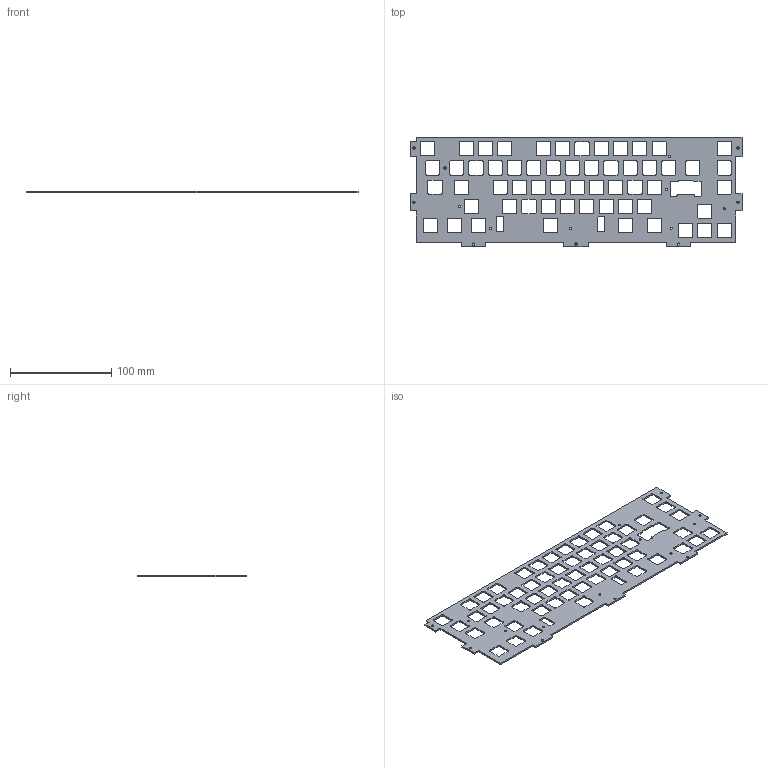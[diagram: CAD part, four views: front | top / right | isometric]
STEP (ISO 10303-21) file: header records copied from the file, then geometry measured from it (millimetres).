
FILE_DESCRIPTION(('KiCad electronic assembly'),'2;1');
FILE_NAME('keybored_plate.step','2020-09-19T00:24:48',('An Author'),( 'A Company'),'Open CASCADE STEP processor 6.9', 'KiCad to STEP converter','Unknown');
FILE_SCHEMA(('AUTOMOTIVE_DESIGN { 1 0 10303 214 1 1 1 1 }'));
Length unit declared in the file: millimetre
Products named in the file (2): Open CASCADE STEP translator 6.9 1; COMPOUND
Assembly tree (1 placements, depth 2):
  Open CASCADE STEP translator 6.9 1
    COMPOUND
Bounding box: 328.1 x 108.05 x 1.6 mm (x, y, z)
Volume: 34496.3 mm3; surface area: 50067.6 mm2
Topology: 1 solids, 1 shells, 547 faces, 1635 edges, 1090 vertices
Faces by surface type: plane 280, cylinder 267
Full cylindrical faces by diameter (mm): 2.2 x15
Entity records: 40149 total; most frequent: CARTESIAN_POINT 6544, DIRECTION 6537, LINE 3837, VECTOR 3837, ORIENTED_EDGE 3270, PCURVE 3270, DEFINITIONAL_REPRESENTATION 3270, EDGE_CURVE 1635
